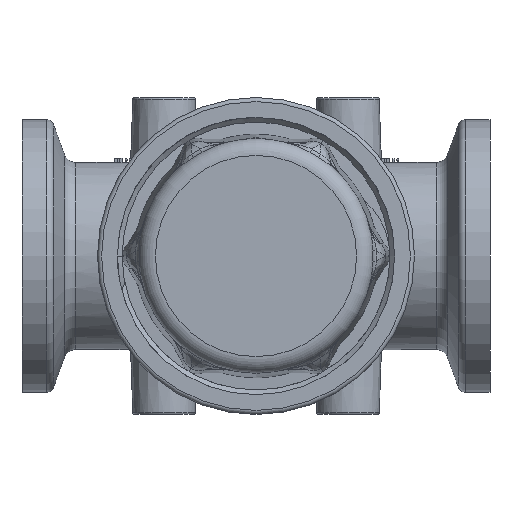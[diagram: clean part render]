
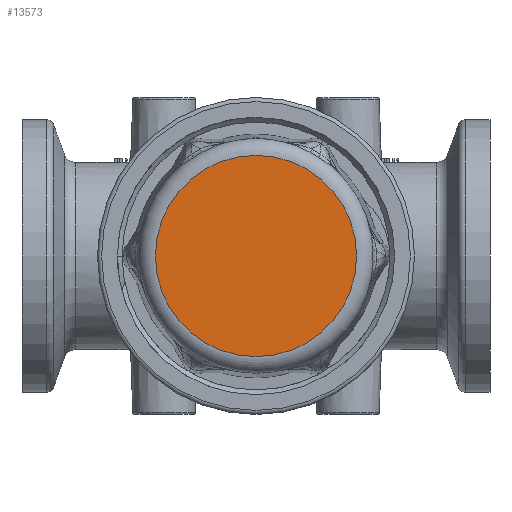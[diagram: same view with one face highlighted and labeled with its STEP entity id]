
A CAD part, front view. The second image highlights one B-rep face of the part: STEP entity #13573.
In plain terms, the highlighted planar face has unit normal (0, -1, 0).
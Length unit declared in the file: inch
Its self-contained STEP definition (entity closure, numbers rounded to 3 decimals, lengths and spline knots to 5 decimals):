
#833=PLANE('',#14810);
#1675=FACE_OUTER_BOUND('',#2529,.T.);
#2529=EDGE_LOOP('',(#12690,#12691));
#3714=CIRCLE('',#14678,0.75216);
#3723=CIRCLE('',#14687,0.75216);
#6313=VERTEX_POINT('',#29448);
#6314=VERTEX_POINT('',#29449);
#8228=EDGE_CURVE('',#6313,#6314,#3714,.T.);
#8252=EDGE_CURVE('',#6314,#6313,#3723,.T.);
#12690=ORIENTED_EDGE('',*,*,#8228,.F.);
#12691=ORIENTED_EDGE('',*,*,#8252,.F.);
#13573=ADVANCED_FACE('',(#1675),#833,.T.);
#14678=AXIS2_PLACEMENT_3D('',#29450,#17501,#17502);
#14687=AXIS2_PLACEMENT_3D('',#29550,#17519,#17520);
#14810=AXIS2_PLACEMENT_3D('',#34113,#17767,#17768);
#17501=DIRECTION('center_axis',(0.,1.,0.));
#17502=DIRECTION('ref_axis',(-1.,0.,0.));
#17519=DIRECTION('center_axis',(0.,1.,0.));
#17520=DIRECTION('ref_axis',(-1.,0.,0.));
#17767=DIRECTION('center_axis',(0.,-1.,0.));
#17768=DIRECTION('ref_axis',(0.,0.,-1.));
#29448=CARTESIAN_POINT('',(0.75216,-2.825,0.));
#29449=CARTESIAN_POINT('',(0.,-2.825,0.75216));
#29450=CARTESIAN_POINT('Origin',(0.,-2.825,0.));
#29550=CARTESIAN_POINT('Origin',(0.,-2.825,0.));
#34113=CARTESIAN_POINT('Origin',(0.4375,-2.825,0.));
